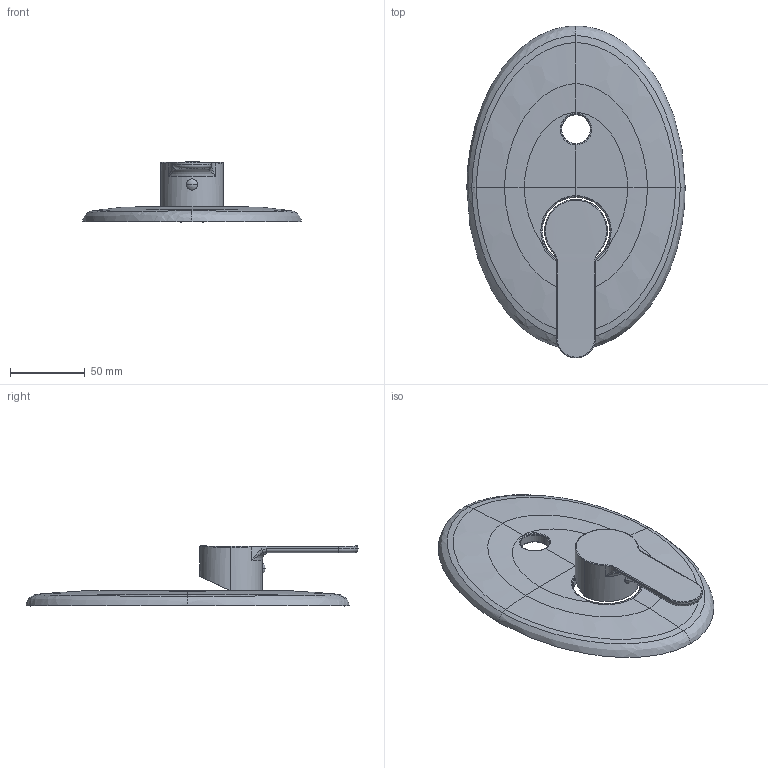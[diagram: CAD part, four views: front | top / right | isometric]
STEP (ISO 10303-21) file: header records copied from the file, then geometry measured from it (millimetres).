
FILE_DESCRIPTION((''),'2;1');
FILE_NAME('BLU015CREST','2021-11-29T11:57:22',('ut3'),('PAFFONI SpA'),'CREO PARAMETRIC BY PTC INC, 2020044','CREO PARAMETRIC BY PTC INC, 2020044','');
FILE_SCHEMA(('CONFIG_CONTROL_DESIGN','SHAPE_APPEARANCE_LAYERS_GROUPS'));
Length unit declared in the file: millimetre
Products named in the file (1): BLU015CREST
Bounding box: 146 x 222 x 40.15 mm (x, y, z)
Volume: 81202.8 mm3; surface area: 67012.2 mm2
Topology: 2 solids, 2 shells, 239 faces, 573 edges, 331 vertices
Faces by surface type: bspline 72, cylinder 70, plane 61, torus 23, cone 11, sphere 2
Entity records: 13598 total; most frequent: CARTESIAN_POINT 6873, ORIENTED_EDGE 1126, DIRECTION 889, EDGE_CURVE 563, AXIS2_PLACEMENT_3D 341, VERTEX_POINT 331, EDGE_LOOP 256, FACE_OUTER_BOUND 239
